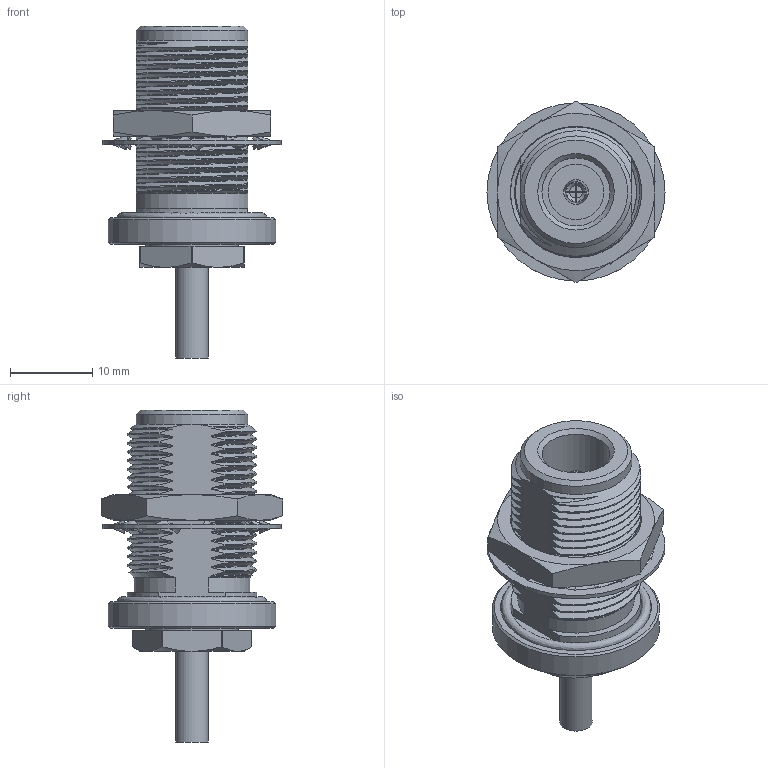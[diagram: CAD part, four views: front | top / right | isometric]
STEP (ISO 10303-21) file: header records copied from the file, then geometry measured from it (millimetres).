
FILE_DESCRIPTION (( 'STEP AP203' ), '1' );
FILE_NAME ('FMCN1603_3D.step', '2023-02-06T15:23:09', ( '' ), ( '' ), 'SwSTEP 2.0', 'SolidWorks 2022', '' );
FILE_SCHEMA (( 'CONFIG_CONTROL_DESIGN' ));
Products named in the file (1): FMCN1603_3D
Bounding box: 21.59 x 22 x 40.26 mm (x, y, z)
Volume: 6275.6 mm3; surface area: 5673.3 mm2
Topology: 7 solids, 7 shells, 350 faces, 968 edges, 642 vertices
Faces by surface type: bspline 156, cylinder 81, plane 67, cone 46
Full cylindrical faces by diameter (mm): 1.7 x1, 2.692 x1, 2.997 x2, 3.099 x1, 3.2 x1, 3.962 x1, 4 x1, 6.731 x1, 8.026 x2, 8.255 x1, 10.008 x1, 11.176 x2, 13.547 x1, 15.737 x1, 18.277 x1, 20.32 x1, 21.59 x1
Entity records: 83630 total; most frequent: CARTESIAN_POINT 76425, ORIENTED_EDGE 1856, DIRECTION 937, EDGE_CURVE 928, VERTEX_POINT 633, EDGE_LOOP 397, FACE_OUTER_BOUND 368, ADVANCED_FACE 349
